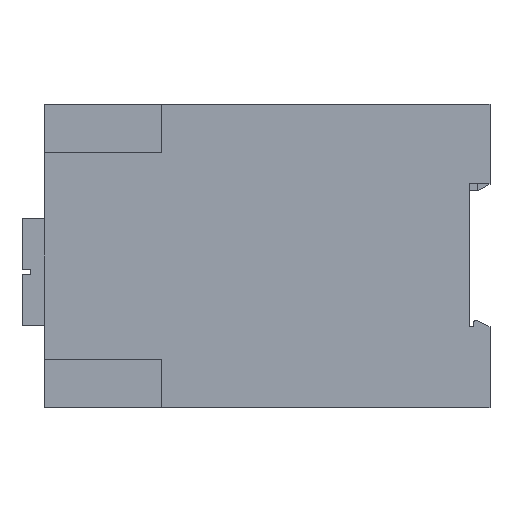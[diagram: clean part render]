
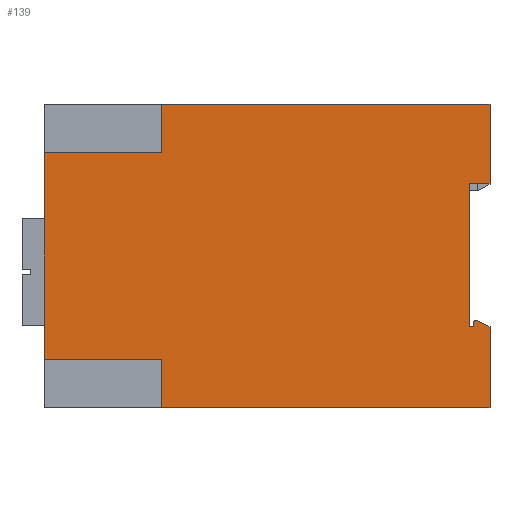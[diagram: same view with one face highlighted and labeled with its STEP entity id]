
A CAD part, left-side view. The second image highlights one B-rep face of the part: STEP entity #139.
In plain terms, the highlighted planar face has unit normal (-1, 0, 0).
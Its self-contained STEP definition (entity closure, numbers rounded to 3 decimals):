
#40 = DIRECTION ( 'NONE',  ( 0., 0., 1. ) ) ;
#55 = VECTOR ( 'NONE', #2335, 1000. ) ;
#109 = CARTESIAN_POINT ( 'NONE',  ( -55., 5., -55. ) ) ;
#133 = ORIENTED_EDGE ( 'NONE', *, *, #704, .F. ) ;
#139 = ADVANCED_FACE ( 'NONE', ( #4618 ), #148, .F. ) ;
#147 = VECTOR ( 'NONE', #3089, 1000. ) ;
#148 = PLANE ( 'NONE',  #3933 ) ;
#187 = VECTOR ( 'NONE', #4360, 1000. ) ;
#205 = EDGE_CURVE ( 'NONE', #1580, #1677, #527, .T. ) ;
#226 = VERTEX_POINT ( 'NONE', #1493 ) ;
#228 = DIRECTION ( 'NONE',  ( 0., 0., 1. ) ) ;
#239 = VERTEX_POINT ( 'NONE', #4545 ) ;
#326 = DIRECTION ( 'NONE',  ( 0., 1., 0. ) ) ;
#426 = EDGE_CURVE ( 'NONE', #4812, #2071, #786, .T. ) ;
#429 = LINE ( 'NONE', #3930, #4852 ) ;
#447 = VECTOR ( 'NONE', #228, 1000. ) ;
#482 = DIRECTION ( 'NONE',  ( 0., 0., -1. ) ) ;
#524 = VERTEX_POINT ( 'NONE', #1539 ) ;
#527 = LINE ( 'NONE', #540, #592 ) ;
#540 = CARTESIAN_POINT ( 'NONE',  ( -55., 110., -75. ) ) ;
#592 = VECTOR ( 'NONE', #4040, 1000. ) ;
#597 = CARTESIAN_POINT ( 'NONE',  ( -55., 81., -75. ) ) ;
#631 = ORIENTED_EDGE ( 'NONE', *, *, #1099, .F. ) ;
#673 = EDGE_CURVE ( 'NONE', #1580, #1401, #5008, .T. ) ;
#687 = ORIENTED_EDGE ( 'NONE', *, *, #673, .F. ) ;
#699 = DIRECTION ( 'NONE',  ( 0., 0., -1. ) ) ;
#704 = EDGE_CURVE ( 'NONE', #1341, #1604, #1177, .T. ) ;
#768 = CARTESIAN_POINT ( 'NONE',  ( -55., 0., -75. ) ) ;
#777 = VECTOR ( 'NONE', #40, 1000. ) ;
#786 = LINE ( 'NONE', #4874, #55 ) ;
#815 = VERTEX_POINT ( 'NONE', #4002 ) ;
#890 = ORIENTED_EDGE ( 'NONE', *, *, #1881, .T. ) ;
#979 = CARTESIAN_POINT ( 'NONE',  ( -55., 110., 0. ) ) ;
#982 = ORIENTED_EDGE ( 'NONE', *, *, #2648, .T. ) ;
#991 = CARTESIAN_POINT ( 'NONE',  ( -55., 5., -19.5 ) ) ;
#1006 = DIRECTION ( 'NONE',  ( -1., 0., 0. ) ) ;
#1039 = CARTESIAN_POINT ( 'NONE',  ( -55., 4., -55. ) ) ;
#1061 = CARTESIAN_POINT ( 'NONE',  ( -55., 3.275, -53.353 ) ) ;
#1074 = DIRECTION ( 'NONE',  ( 0., 0., 1. ) ) ;
#1099 = EDGE_CURVE ( 'NONE', #1401, #815, #2094, .T. ) ;
#1170 = EDGE_CURVE ( 'NONE', #3065, #4526, #429, .T. ) ;
#1177 = LINE ( 'NONE', #4501, #447 ) ;
#1284 = CIRCLE ( 'NONE', #2137, 0.5 ) ;
#1341 = VERTEX_POINT ( 'NONE', #4456 ) ;
#1363 = ORIENTED_EDGE ( 'NONE', *, *, #5316, .T. ) ;
#1401 = VERTEX_POINT ( 'NONE', #1450 ) ;
#1450 = CARTESIAN_POINT ( 'NONE',  ( -55., 81., -63. ) ) ;
#1493 = CARTESIAN_POINT ( 'NONE',  ( -55., 4., -55. ) ) ;
#1509 = CARTESIAN_POINT ( 'NONE',  ( -55., 81., -12. ) ) ;
#1519 = ORIENTED_EDGE ( 'NONE', *, *, #3256, .T. ) ;
#1539 = CARTESIAN_POINT ( 'NONE',  ( -55., 3.5, -53.3 ) ) ;
#1541 = CARTESIAN_POINT ( 'NONE',  ( -55., 81., -75. ) ) ;
#1557 = VECTOR ( 'NONE', #3510, 1000. ) ;
#1580 = VERTEX_POINT ( 'NONE', #1541 ) ;
#1604 = VERTEX_POINT ( 'NONE', #4683 ) ;
#1651 = ORIENTED_EDGE ( 'NONE', *, *, #205, .T. ) ;
#1677 = VERTEX_POINT ( 'NONE', #768 ) ;
#1723 = CARTESIAN_POINT ( 'NONE',  ( -55., 110., 0. ) ) ;
#1730 = DIRECTION ( 'NONE',  ( 0., -1., 0. ) ) ;
#1815 = DIRECTION ( 'NONE',  ( 0., 0., -1. ) ) ;
#1856 = EDGE_CURVE ( 'NONE', #815, #239, #3867, .T. ) ;
#1881 = EDGE_CURVE ( 'NONE', #2071, #524, #3461, .T. ) ;
#1902 = CARTESIAN_POINT ( 'NONE',  ( -55., 0., 0. ) ) ;
#1974 = LINE ( 'NONE', #5540, #777 ) ;
#2014 = ORIENTED_EDGE ( 'NONE', *, *, #1856, .F. ) ;
#2071 = VERTEX_POINT ( 'NONE', #1061 ) ;
#2088 = ORIENTED_EDGE ( 'NONE', *, *, #4048, .F. ) ;
#2094 = LINE ( 'NONE', #4218, #3334 ) ;
#2110 = VERTEX_POINT ( 'NONE', #1902 ) ;
#2137 = AXIS2_PLACEMENT_3D ( 'NONE', #4544, #3679, #699 ) ;
#2273 = LINE ( 'NONE', #3892, #147 ) ;
#2284 = DIRECTION ( 'NONE',  ( 0., 0., -1. ) ) ;
#2335 = DIRECTION ( 'NONE',  ( 0., 0.893, 0.449 ) ) ;
#2444 = EDGE_CURVE ( 'NONE', #3065, #2473, #5320, .T. ) ;
#2473 = VERTEX_POINT ( 'NONE', #109 ) ;
#2480 = LINE ( 'NONE', #1039, #5520 ) ;
#2519 = ORIENTED_EDGE ( 'NONE', *, *, #4840, .T. ) ;
#2529 = ORIENTED_EDGE ( 'NONE', *, *, #3687, .T. ) ;
#2648 = EDGE_CURVE ( 'NONE', #524, #3230, #1284, .T. ) ;
#2649 = LINE ( 'NONE', #3307, #3068 ) ;
#2670 = DIRECTION ( 'NONE',  ( 1., 0., 0. ) ) ;
#2799 = CARTESIAN_POINT ( 'NONE',  ( -55., 0., -55. ) ) ;
#2811 = CARTESIAN_POINT ( 'NONE',  ( -55., 110., 0. ) ) ;
#2916 = DIRECTION ( 'NONE',  ( 0., 1., 0. ) ) ;
#3065 = VERTEX_POINT ( 'NONE', #991 ) ;
#3068 = VECTOR ( 'NONE', #1074, 1000. ) ;
#3089 = DIRECTION ( 'NONE',  ( 0., -1., 0. ) ) ;
#3117 = ORIENTED_EDGE ( 'NONE', *, *, #2444, .F. ) ;
#3230 = VERTEX_POINT ( 'NONE', #3469 ) ;
#3256 = EDGE_CURVE ( 'NONE', #1677, #4812, #1974, .T. ) ;
#3307 = CARTESIAN_POINT ( 'NONE',  ( -55., 0., 0. ) ) ;
#3316 = VECTOR ( 'NONE', #2916, 1000. ) ;
#3334 = VECTOR ( 'NONE', #326, 1000. ) ;
#3461 = CIRCLE ( 'NONE', #4213, 0.5 ) ;
#3469 = CARTESIAN_POINT ( 'NONE',  ( -55., 4., -53.8 ) ) ;
#3510 = DIRECTION ( 'NONE',  ( 0., 0., 1. ) ) ;
#3561 = CARTESIAN_POINT ( 'NONE',  ( -55., 5., -55. ) ) ;
#3679 = DIRECTION ( 'NONE',  ( -1., 0., 0. ) ) ;
#3687 = EDGE_CURVE ( 'NONE', #4526, #2110, #2649, .T. ) ;
#3714 = ORIENTED_EDGE ( 'NONE', *, *, #1170, .T. ) ;
#3745 = VECTOR ( 'NONE', #4503, 1000. ) ;
#3867 = LINE ( 'NONE', #1723, #1557 ) ;
#3892 = CARTESIAN_POINT ( 'NONE',  ( -55., 5., -55. ) ) ;
#3930 = CARTESIAN_POINT ( 'NONE',  ( -55., 5., -19.5 ) ) ;
#3933 = AXIS2_PLACEMENT_3D ( 'NONE', #979, #2670, #2284 ) ;
#4002 = CARTESIAN_POINT ( 'NONE',  ( -55., 110., -63. ) ) ;
#4040 = DIRECTION ( 'NONE',  ( 0., -1., 0. ) ) ;
#4048 = EDGE_CURVE ( 'NONE', #1604, #2110, #4928, .T. ) ;
#4181 = VECTOR ( 'NONE', #482, 1000. ) ;
#4213 = AXIS2_PLACEMENT_3D ( 'NONE', #4450, #1006, #1815 ) ;
#4218 = CARTESIAN_POINT ( 'NONE',  ( -55., 81., -63. ) ) ;
#4360 = DIRECTION ( 'NONE',  ( 0., 0., 1. ) ) ;
#4450 = CARTESIAN_POINT ( 'NONE',  ( -55., 3.5, -53.8 ) ) ;
#4456 = CARTESIAN_POINT ( 'NONE',  ( -55., 81., -12. ) ) ;
#4492 = ORIENTED_EDGE ( 'NONE', *, *, #5243, .F. ) ;
#4501 = CARTESIAN_POINT ( 'NONE',  ( -55., 81., 0. ) ) ;
#4503 = DIRECTION ( 'NONE',  ( 0., -1., 0. ) ) ;
#4526 = VERTEX_POINT ( 'NONE', #5075 ) ;
#4544 = CARTESIAN_POINT ( 'NONE',  ( -55., 3.5, -53.8 ) ) ;
#4545 = CARTESIAN_POINT ( 'NONE',  ( -55., 110., -12. ) ) ;
#4618 = FACE_OUTER_BOUND ( 'NONE', #5028, .T. ) ;
#4683 = CARTESIAN_POINT ( 'NONE',  ( -55., 81., 0. ) ) ;
#4699 = ORIENTED_EDGE ( 'NONE', *, *, #426, .T. ) ;
#4812 = VERTEX_POINT ( 'NONE', #2799 ) ;
#4839 = LINE ( 'NONE', #1509, #3316 ) ;
#4840 = EDGE_CURVE ( 'NONE', #1341, #239, #4839, .T. ) ;
#4852 = VECTOR ( 'NONE', #1730, 1000. ) ;
#4874 = CARTESIAN_POINT ( 'NONE',  ( -55., 0., -55. ) ) ;
#4928 = LINE ( 'NONE', #2811, #3745 ) ;
#5008 = LINE ( 'NONE', #597, #187 ) ;
#5028 = EDGE_LOOP ( 'NONE', ( #3117, #3714, #2529, #2088, #133, #2519, #2014, #631, #687, #1651, #1519, #4699, #890, #982, #1363, #4492 ) ) ;
#5075 = CARTESIAN_POINT ( 'NONE',  ( -55., 0., -19.5 ) ) ;
#5243 = EDGE_CURVE ( 'NONE', #2473, #226, #2273, .T. ) ;
#5316 = EDGE_CURVE ( 'NONE', #3230, #226, #2480, .T. ) ;
#5320 = LINE ( 'NONE', #3561, #4181 ) ;
#5360 = DIRECTION ( 'NONE',  ( 0., 0., -1. ) ) ;
#5520 = VECTOR ( 'NONE', #5360, 1000. ) ;
#5540 = CARTESIAN_POINT ( 'NONE',  ( -55., 0., 0. ) ) ;
